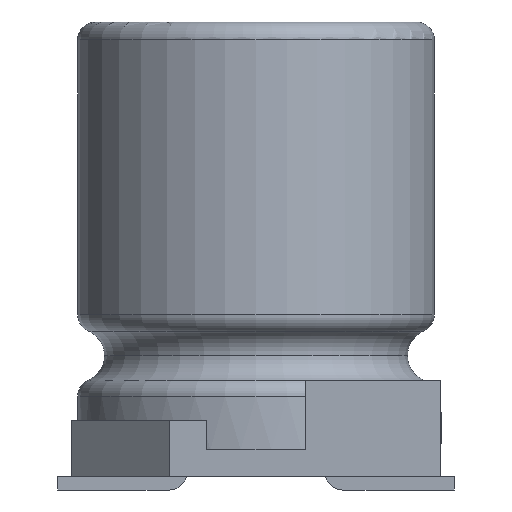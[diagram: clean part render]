
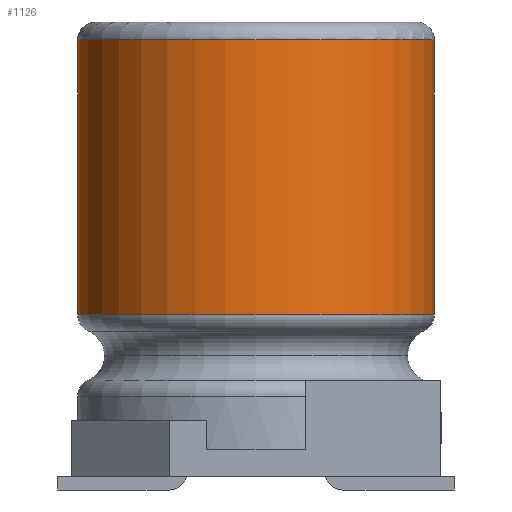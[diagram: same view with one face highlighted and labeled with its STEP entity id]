
A CAD part, front view. The second image highlights one B-rep face of the part: STEP entity #1126.
In plain terms, the highlighted cylindrical face has radius 4 mm (diameter 8 mm), a partial arc.
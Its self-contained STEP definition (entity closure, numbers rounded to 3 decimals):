
#748 = CARTESIAN_POINT ( 'NONE',  ( -4., 0., 9.2 ) ) ;
#1126 = ADVANCED_FACE ( 'NONE', ( #13109 ), #6701, .T. ) ;
#1317 = DIRECTION ( 'NONE',  ( 1., 0., 0. ) ) ;
#1379 = DIRECTION ( 'NONE',  ( 1., 0., 0. ) ) ;
#1480 = CIRCLE ( 'NONE', #10471, 4. ) ;
#2332 = EDGE_CURVE ( 'NONE', #9945, #9309, #12582, .T. ) ;
#2418 = EDGE_CURVE ( 'NONE', #13360, #9309, #6759, .T. ) ;
#2474 = CARTESIAN_POINT ( 'NONE',  ( 4., 0., 0. ) ) ;
#3604 = CARTESIAN_POINT ( 'NONE',  ( 0., 0., 0. ) ) ;
#3788 = ORIENTED_EDGE ( 'NONE', *, *, #10320, .T. ) ;
#4885 = DIRECTION ( 'NONE',  ( 0., 0., -1. ) ) ;
#5542 = ORIENTED_EDGE ( 'NONE', *, *, #2418, .T. ) ;
#5633 = DIRECTION ( 'NONE',  ( 1., 0., 0. ) ) ;
#5886 = CARTESIAN_POINT ( 'NONE',  ( 4., 0., 9.2 ) ) ;
#5935 = ORIENTED_EDGE ( 'NONE', *, *, #2332, .F. ) ;
#6516 = AXIS2_PLACEMENT_3D ( 'NONE', #13465, #4885, #5633 ) ;
#6680 = DIRECTION ( 'NONE',  ( 0., 0., -1. ) ) ;
#6701 = CYLINDRICAL_SURFACE ( 'NONE', #7786, 4. ) ;
#6759 = LINE ( 'NONE', #8925, #13212 ) ;
#7039 = ORIENTED_EDGE ( 'NONE', *, *, #12321, .F. ) ;
#7786 = AXIS2_PLACEMENT_3D ( 'NONE', #3604, #10968, #1317 ) ;
#7887 = CARTESIAN_POINT ( 'NONE',  ( 4., 0., 3.033 ) ) ;
#8657 = DIRECTION ( 'NONE',  ( 0., 0., -1. ) ) ;
#8837 = CARTESIAN_POINT ( 'NONE',  ( 0., 0., 9.2 ) ) ;
#8925 = CARTESIAN_POINT ( 'NONE',  ( -4., 0., 0. ) ) ;
#9309 = VERTEX_POINT ( 'NONE', #9696 ) ;
#9640 = VERTEX_POINT ( 'NONE', #5886 ) ;
#9696 = CARTESIAN_POINT ( 'NONE',  ( -4., 0., 3.033 ) ) ;
#9789 = LINE ( 'NONE', #2474, #12217 ) ;
#9945 = VERTEX_POINT ( 'NONE', #7887 ) ;
#10320 = EDGE_CURVE ( 'NONE', #9640, #13360, #1480, .T. ) ;
#10471 = AXIS2_PLACEMENT_3D ( 'NONE', #8837, #6680, #1379 ) ;
#10968 = DIRECTION ( 'NONE',  ( 0., 0., -1. ) ) ;
#12217 = VECTOR ( 'NONE', #8657, 1000. ) ;
#12321 = EDGE_CURVE ( 'NONE', #9640, #9945, #9789, .T. ) ;
#12582 = CIRCLE ( 'NONE', #6516, 4. ) ;
#12965 = EDGE_LOOP ( 'NONE', ( #3788, #5542, #5935, #7039 ) ) ;
#13109 = FACE_OUTER_BOUND ( 'NONE', #12965, .T. ) ;
#13212 = VECTOR ( 'NONE', #13245, 1000. ) ;
#13245 = DIRECTION ( 'NONE',  ( 0., 0., -1. ) ) ;
#13360 = VERTEX_POINT ( 'NONE', #748 ) ;
#13465 = CARTESIAN_POINT ( 'NONE',  ( 0., 0., 3.033 ) ) ;
